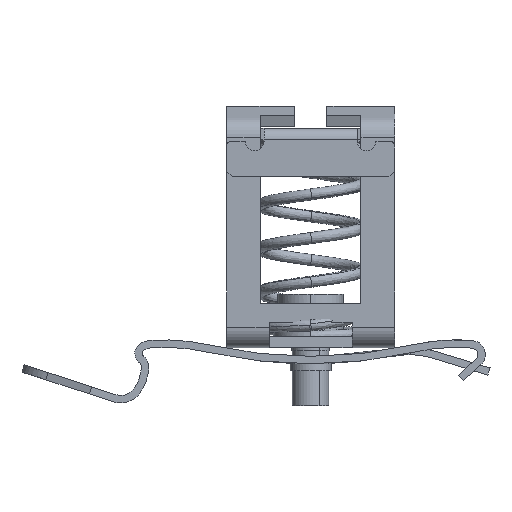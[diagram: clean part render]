
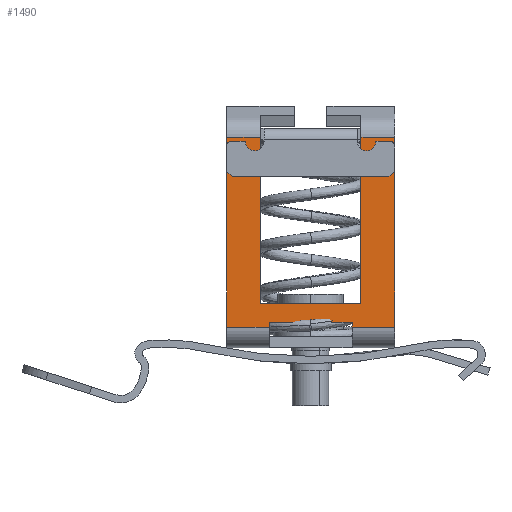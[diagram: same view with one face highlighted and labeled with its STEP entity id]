
A CAD part, left-side view. The second image highlights one B-rep face of the part: STEP entity #1490.
In plain terms, the highlighted planar face has unit normal (-1, 0, 0).
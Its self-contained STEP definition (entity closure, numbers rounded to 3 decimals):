
#1408=AXIS2_PLACEMENT_3D('Plane Axis2P3D',#1405,#1406,#1407) ;
#807=CARTESIAN_POINT('Vertex',(1.2,10.239,8.45)) ;
#810=CARTESIAN_POINT('Line Origine',(1.2,19.239,8.45)) ;
#814=CARTESIAN_POINT('Vertex',(1.2,14.789,8.45)) ;
#855=CARTESIAN_POINT('Vertex',(1.2,23.689,8.45)) ;
#858=CARTESIAN_POINT('Line Origine',(1.2,19.239,8.45)) ;
#862=CARTESIAN_POINT('Vertex',(1.2,28.239,8.45)) ;
#1405=CARTESIAN_POINT('Axis2P3D Location',(1.2,19.239,7.45)) ;
#1410=CARTESIAN_POINT('Line Origine',(1.2,13.839,19.877)) ;
#1414=CARTESIAN_POINT('Vertex',(1.2,13.839,10.95)) ;
#1416=CARTESIAN_POINT('Vertex',(1.2,13.839,28.804)) ;
#1419=CARTESIAN_POINT('Line Origine',(1.2,19.239,10.95)) ;
#1423=CARTESIAN_POINT('Vertex',(1.2,24.639,10.95)) ;
#1426=CARTESIAN_POINT('Line Origine',(1.2,24.639,19.877)) ;
#1430=CARTESIAN_POINT('Vertex',(1.2,24.639,28.804)) ;
#1433=CARTESIAN_POINT('Line Origine',(1.2,26.439,28.804)) ;
#1437=CARTESIAN_POINT('Vertex',(1.2,28.239,28.804)) ;
#1440=CARTESIAN_POINT('Line Origine',(1.2,28.239,18.627)) ;
#1445=CARTESIAN_POINT('Line Origine',(1.2,23.689,8.7)) ;
#1449=CARTESIAN_POINT('Vertex',(1.2,23.689,8.95)) ;
#1452=CARTESIAN_POINT('Line Origine',(1.2,19.239,8.95)) ;
#1456=CARTESIAN_POINT('Vertex',(1.2,14.789,8.95)) ;
#1459=CARTESIAN_POINT('Line Origine',(1.2,14.789,8.7)) ;
#1464=CARTESIAN_POINT('Line Origine',(1.2,10.239,18.627)) ;
#1468=CARTESIAN_POINT('Vertex',(1.2,10.239,28.804)) ;
#1471=CARTESIAN_POINT('Line Origine',(1.2,12.039,28.804)) ;
#811=DIRECTION('Vector Direction',(0.,-1.,0.)) ;
#859=DIRECTION('Vector Direction',(0.,-1.,0.)) ;
#1406=DIRECTION('Axis2P3D Direction',(-1.,0.,0.)) ;
#1407=DIRECTION('Axis2P3D XDirection',(0.,-1.,0.)) ;
#1411=DIRECTION('Vector Direction',(0.,0.,1.)) ;
#1420=DIRECTION('Vector Direction',(0.,1.,0.)) ;
#1427=DIRECTION('Vector Direction',(0.,0.,1.)) ;
#1434=DIRECTION('Vector Direction',(0.,-1.,0.)) ;
#1441=DIRECTION('Vector Direction',(0.,0.,-1.)) ;
#1446=DIRECTION('Vector Direction',(0.,0.,-1.)) ;
#1453=DIRECTION('Vector Direction',(0.,1.,0.)) ;
#1460=DIRECTION('Vector Direction',(0.,0.,-1.)) ;
#1465=DIRECTION('Vector Direction',(0.,0.,-1.)) ;
#1472=DIRECTION('Vector Direction',(0.,-1.,0.)) ;
#812=VECTOR('Line Direction',#811,1.) ;
#860=VECTOR('Line Direction',#859,1.) ;
#1412=VECTOR('Line Direction',#1411,1.) ;
#1421=VECTOR('Line Direction',#1420,1.) ;
#1428=VECTOR('Line Direction',#1427,1.) ;
#1435=VECTOR('Line Direction',#1434,1.) ;
#1442=VECTOR('Line Direction',#1441,1.) ;
#1447=VECTOR('Line Direction',#1446,1.) ;
#1454=VECTOR('Line Direction',#1453,1.) ;
#1461=VECTOR('Line Direction',#1460,1.) ;
#1466=VECTOR('Line Direction',#1465,1.) ;
#1473=VECTOR('Line Direction',#1472,1.) ;
#1477=ORIENTED_EDGE('',*,*,#1418,.F.) ;
#1478=ORIENTED_EDGE('',*,*,#1425,.T.) ;
#1479=ORIENTED_EDGE('',*,*,#1432,.T.) ;
#1480=ORIENTED_EDGE('',*,*,#1439,.F.) ;
#1481=ORIENTED_EDGE('',*,*,#1444,.T.) ;
#1482=ORIENTED_EDGE('',*,*,#864,.T.) ;
#1483=ORIENTED_EDGE('',*,*,#1451,.F.) ;
#1484=ORIENTED_EDGE('',*,*,#1458,.F.) ;
#1485=ORIENTED_EDGE('',*,*,#1463,.T.) ;
#1486=ORIENTED_EDGE('',*,*,#816,.T.) ;
#1487=ORIENTED_EDGE('',*,*,#1470,.F.) ;
#1488=ORIENTED_EDGE('',*,*,#1475,.F.) ;
#1490=ADVANCED_FACE('V1',(#1489),#1409,.T.) ;
#816=EDGE_CURVE('',#815,#808,#813,.T.) ;
#864=EDGE_CURVE('',#863,#856,#861,.T.) ;
#1418=EDGE_CURVE('',#1415,#1417,#1413,.T.) ;
#1425=EDGE_CURVE('',#1415,#1424,#1422,.T.) ;
#1432=EDGE_CURVE('',#1424,#1431,#1429,.T.) ;
#1439=EDGE_CURVE('',#1438,#1431,#1436,.T.) ;
#1444=EDGE_CURVE('',#1438,#863,#1443,.T.) ;
#1451=EDGE_CURVE('',#1450,#856,#1448,.T.) ;
#1458=EDGE_CURVE('',#1457,#1450,#1455,.T.) ;
#1463=EDGE_CURVE('',#1457,#815,#1462,.T.) ;
#1470=EDGE_CURVE('',#1469,#808,#1467,.T.) ;
#1475=EDGE_CURVE('',#1417,#1469,#1474,.T.) ;
#1476=EDGE_LOOP('',(#1477,#1478,#1479,#1480,#1481,#1482,#1483,#1484,#1485,#1486,#1487,#1488)) ;
#1489=FACE_OUTER_BOUND('',#1476,.T.) ;
#813=LINE('Line',#810,#812) ;
#861=LINE('Line',#858,#860) ;
#1413=LINE('Line',#1410,#1412) ;
#1422=LINE('Line',#1419,#1421) ;
#1429=LINE('Line',#1426,#1428) ;
#1436=LINE('Line',#1433,#1435) ;
#1443=LINE('Line',#1440,#1442) ;
#1448=LINE('Line',#1445,#1447) ;
#1455=LINE('Line',#1452,#1454) ;
#1462=LINE('Line',#1459,#1461) ;
#1467=LINE('Line',#1464,#1466) ;
#1474=LINE('Line',#1471,#1473) ;
#1409=PLANE('',#1408) ;
#808=VERTEX_POINT('',#807) ;
#815=VERTEX_POINT('',#814) ;
#856=VERTEX_POINT('',#855) ;
#863=VERTEX_POINT('',#862) ;
#1415=VERTEX_POINT('',#1414) ;
#1417=VERTEX_POINT('',#1416) ;
#1424=VERTEX_POINT('',#1423) ;
#1431=VERTEX_POINT('',#1430) ;
#1438=VERTEX_POINT('',#1437) ;
#1450=VERTEX_POINT('',#1449) ;
#1457=VERTEX_POINT('',#1456) ;
#1469=VERTEX_POINT('',#1468) ;
